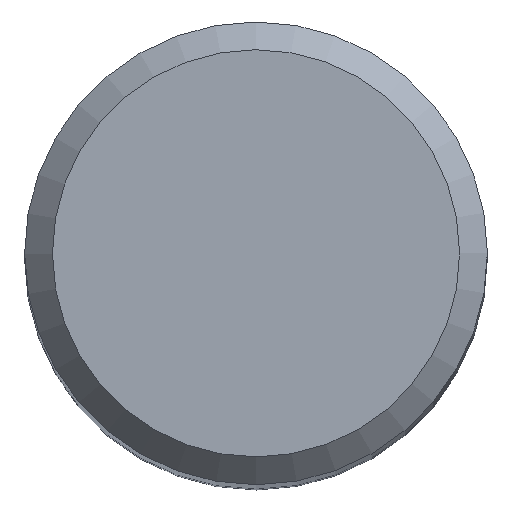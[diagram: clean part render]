
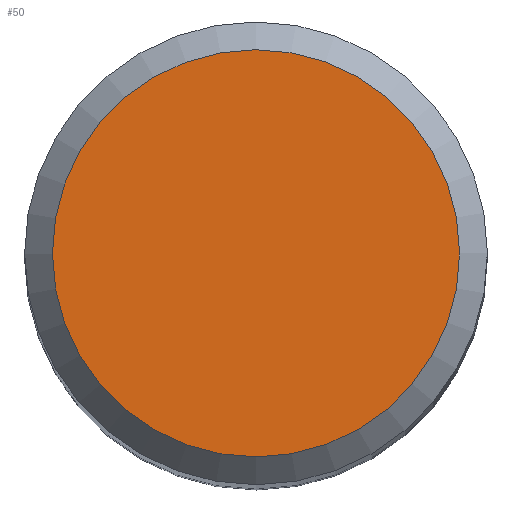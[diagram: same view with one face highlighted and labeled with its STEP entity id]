
A CAD part, top view. The second image highlights one B-rep face of the part: STEP entity #50.
In plain terms, the highlighted planar face has unit normal (0, 0, 1).
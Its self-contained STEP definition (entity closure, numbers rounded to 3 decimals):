
#38=PLANE('',#156);
#42=FACE_OUTER_BOUND('',#70,.T.);
#50=ADVANCED_FACE('',(#42),#38,.T.);
#70=EDGE_LOOP('',(#82));
#82=ORIENTED_EDGE('',*,*,#98,.T.);
#92=VERTEX_POINT('',#214);
#98=EDGE_CURVE('',#92,#92,#107,.T.);
#107=CIRCLE('',#154,4.4);
#154=AXIS2_PLACEMENT_3D('',#213,#180,#181);
#156=AXIS2_PLACEMENT_3D('',#216,#184,#185);
#180=DIRECTION('',(0.,0.,1.));
#181=DIRECTION('',(0.501,-0.865,0.));
#184=DIRECTION('',(0.,0.,1.));
#185=DIRECTION('',(0.501,-0.865,0.));
#213=CARTESIAN_POINT('',(0.,0.,0.));
#214=CARTESIAN_POINT('',(2.206,-3.807,0.));
#216=CARTESIAN_POINT('',(0.,0.,0.));
